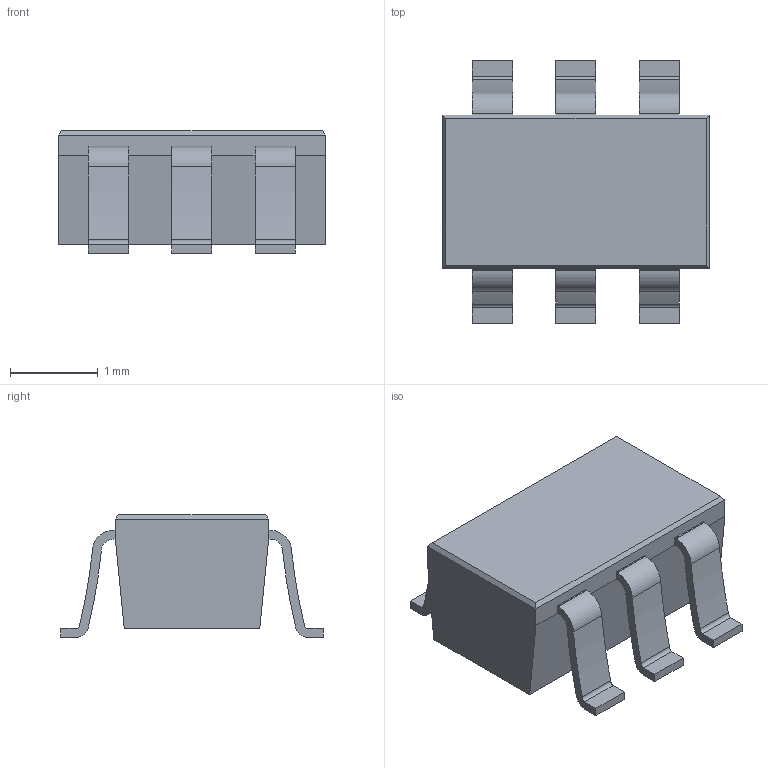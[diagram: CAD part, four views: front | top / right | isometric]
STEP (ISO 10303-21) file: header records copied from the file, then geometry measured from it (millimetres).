
FILE_DESCRIPTION (( 'STEP AP214' ), '1' );
FILE_NAME ('User Library-SOT-23-6L.STEP', '2019-12-13T22:02:03', ( '' ), ( '' ), 'SwSTEP 2.0', 'SolidWorks 2019', '' );
FILE_SCHEMA (( 'AUTOMOTIVE_DESIGN' ));
Length unit declared in the file: inch
Products named in the file (1): User Library-SOT-23-6L
Bounding box: 3.05 x 3 x 1.4 mm (x, y, z)
Volume: 7 mm3; surface area: 32.1 mm2
Topology: 1 solids, 1 shells, 96 faces, 266 edges, 172 vertices
Faces by surface type: plane 54, cylinder 42
Entity records: 3379 total; most frequent: DIRECTION 544, CARTESIAN_POINT 535, ORIENTED_EDGE 532, EDGE_CURVE 266, VECTOR 182, LINE 182, AXIS2_PLACEMENT_3D 181, VERTEX_POINT 172
